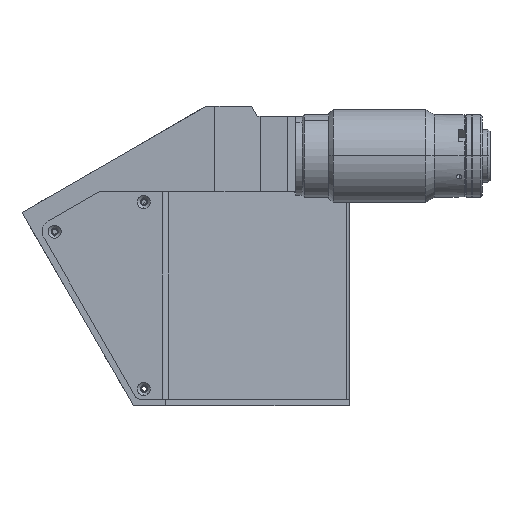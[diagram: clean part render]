
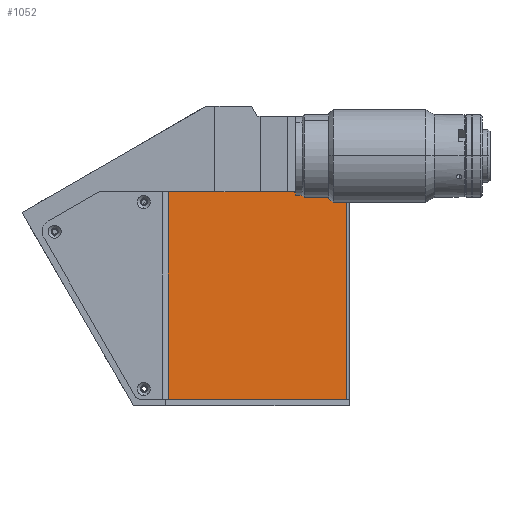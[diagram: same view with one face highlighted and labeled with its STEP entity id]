
A CAD part, top view. The second image highlights one B-rep face of the part: STEP entity #1052.
In plain terms, the highlighted planar face has unit normal (0.707, 0, 0.707).
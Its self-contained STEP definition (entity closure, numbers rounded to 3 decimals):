
#502 = DIRECTION ( 'NONE',  ( -0.707, 0., 0.707 ) ) ;
#672 = DIRECTION ( 'NONE',  ( 0.707, 0., 0.707 ) ) ;
#733 = CARTESIAN_POINT ( 'NONE',  ( 61.414, -277.546, 257.466 ) ) ;
#837 = VERTEX_POINT ( 'NONE', #11534 ) ;
#1052 = ADVANCED_FACE ( 'NONE', ( #5771 ), #4530, .T. ) ;
#1067 = VECTOR ( 'NONE', #3874, 1000. ) ;
#1678 = VERTEX_POINT ( 'NONE', #7572 ) ;
#3176 = LINE ( 'NONE', #4500, #13886 ) ;
#3280 = VERTEX_POINT ( 'NONE', #5766 ) ;
#3871 = LINE ( 'NONE', #4050, #1067 ) ;
#3874 = DIRECTION ( 'NONE',  ( 0.707, 0., -0.707 ) ) ;
#4050 = CARTESIAN_POINT ( 'NONE',  ( 61.414, 41.5, 257.466 ) ) ;
#4192 = DIRECTION ( 'NONE',  ( 0., -1., 0. ) ) ;
#4500 = CARTESIAN_POINT ( 'NONE',  ( 60.828, -277.546, 258.052 ) ) ;
#4530 = PLANE ( 'NONE',  #8392 ) ;
#4963 = VERTEX_POINT ( 'NONE', #7658 ) ;
#5204 = EDGE_CURVE ( 'NONE', #1678, #3280, #3871, .T. ) ;
#5519 = CARTESIAN_POINT ( 'NONE',  ( 61.414, -59., 257.466 ) ) ;
#5592 = DIRECTION ( 'NONE',  ( 0.707, 0., -0.707 ) ) ;
#5766 = CARTESIAN_POINT ( 'NONE',  ( 60.828, 41.5, 258.052 ) ) ;
#5771 = FACE_OUTER_BOUND ( 'NONE', #11405, .T. ) ;
#5957 = EDGE_CURVE ( 'NONE', #4963, #1678, #6836, .T. ) ;
#5987 = EDGE_CURVE ( 'NONE', #4963, #837, #6495, .T. ) ;
#6029 = EDGE_CURVE ( 'NONE', #3280, #837, #3176, .T. ) ;
#6140 = CARTESIAN_POINT ( 'NONE',  ( -25.615, -277.546, 344.496 ) ) ;
#6495 = LINE ( 'NONE', #5519, #11716 ) ;
#6836 = LINE ( 'NONE', #6140, #9297 ) ;
#7042 = DIRECTION ( 'NONE',  ( 0., 1., 0. ) ) ;
#7572 = CARTESIAN_POINT ( 'NONE',  ( -25.615, 41.5, 344.496 ) ) ;
#7658 = CARTESIAN_POINT ( 'NONE',  ( -25.615, -59., 344.496 ) ) ;
#8392 = AXIS2_PLACEMENT_3D ( 'NONE', #733, #672, #502 ) ;
#9297 = VECTOR ( 'NONE', #7042, 1000. ) ;
#11405 = EDGE_LOOP ( 'NONE', ( #12365, #12536, #12676, #12854 ) ) ;
#11534 = CARTESIAN_POINT ( 'NONE',  ( 60.828, -59., 258.052 ) ) ;
#11716 = VECTOR ( 'NONE', #5592, 1000. ) ;
#12365 = ORIENTED_EDGE ( 'NONE', *, *, #5987, .T. ) ;
#12536 = ORIENTED_EDGE ( 'NONE', *, *, #6029, .F. ) ;
#12676 = ORIENTED_EDGE ( 'NONE', *, *, #5204, .F. ) ;
#12854 = ORIENTED_EDGE ( 'NONE', *, *, #5957, .F. ) ;
#13886 = VECTOR ( 'NONE', #4192, 1000. ) ;
